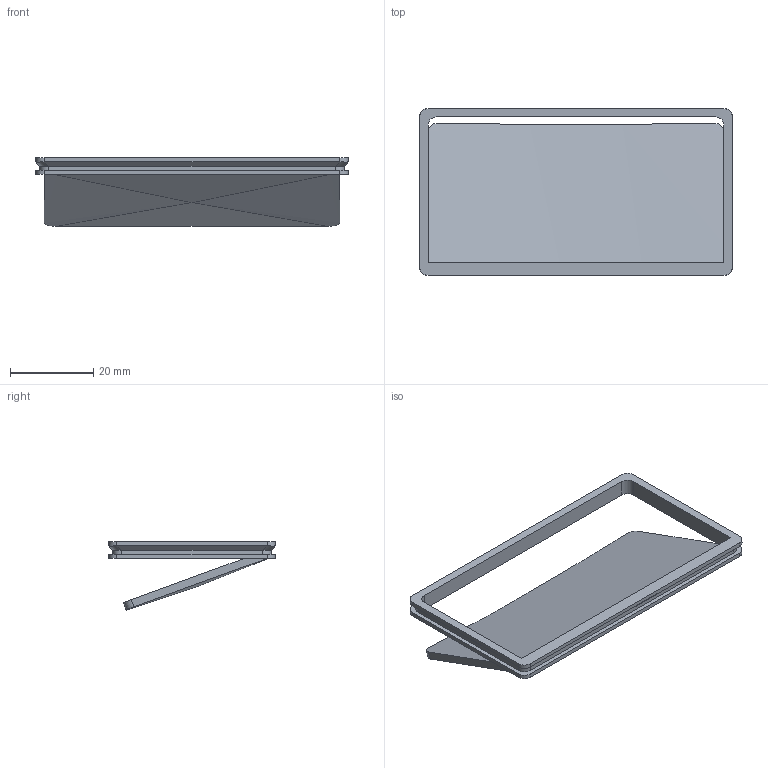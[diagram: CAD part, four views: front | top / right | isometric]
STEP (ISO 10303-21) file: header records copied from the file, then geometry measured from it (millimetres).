
FILE_DESCRIPTION(('STEP AP242'), '1');
FILE_NAME('itemSuspensionOnLancerHatchV2', '', ('UNSPECIFIED'), ('UNSPECIFIED'), 'C3D Converter', 'C3D Toolkit', '');
FILE_SCHEMA(('AP242_MANAGED_MODEL_BASED_3D_ENGINEERING_MIM_LF { 1 0 10303 442 1 1 4 }'));
Length unit declared in the file: millimetre
Bounding box: 75 x 40 x 16.41 mm (x, y, z)
Volume: 6249.5 mm3; surface area: 8232.5 mm2
Topology: 1 solids, 1 shells, 52 faces, 142 edges, 93 vertices
Faces by surface type: plane 27, cylinder 25
Entity records: 2180 total; most frequent: CARTESIAN_POINT 881, ORIENTED_EDGE 284, DIRECTION 240, EDGE_CURVE 142, VERTEX_POINT 93, LINE 84, VECTOR 84, AXIS2_PLACEMENT_3D 78
